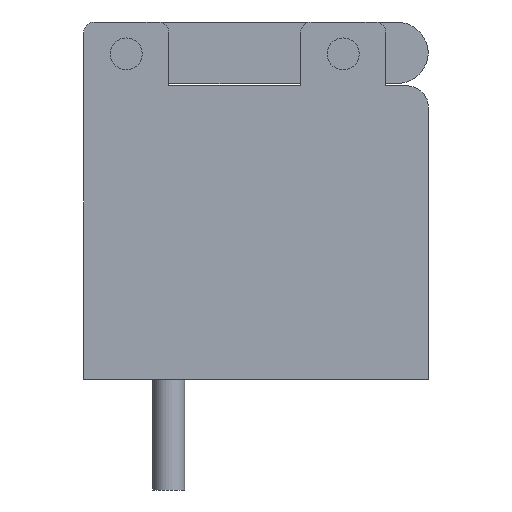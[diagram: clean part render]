
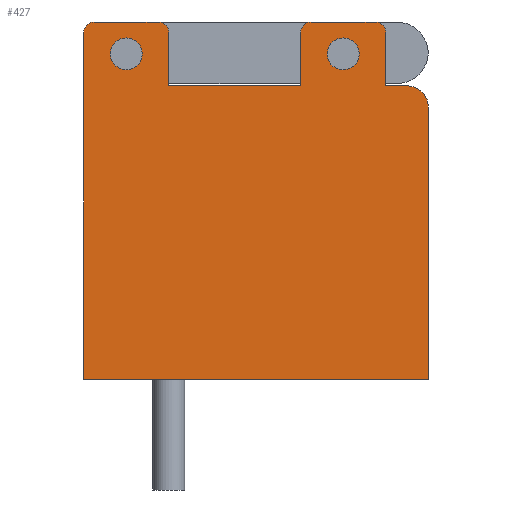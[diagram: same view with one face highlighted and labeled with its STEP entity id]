
A CAD part, left-side view. The second image highlights one B-rep face of the part: STEP entity #427.
In plain terms, the highlighted planar face has unit normal (-1, 0, 0).
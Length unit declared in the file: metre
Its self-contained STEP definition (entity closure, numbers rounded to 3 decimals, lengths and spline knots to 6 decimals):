
#427 = ADVANCED_FACE( '', ( #929, #930, #931 ), #932, .T. );
#929 = FACE_OUTER_BOUND( '', #1506, .T. );
#930 = FACE_BOUND( '', #1507, .T. );
#931 = FACE_BOUND( '', #1508, .T. );
#932 = PLANE( '', #1509 );
#1506 = EDGE_LOOP( '', ( #2664, #2665, #2666, #2667, #2668, #2669, #2670, #2671, #2672, #2673, #2674, #2675, #2676, #2677, #2678 ) );
#1507 = EDGE_LOOP( '', ( #2679 ) );
#1508 = EDGE_LOOP( '', ( #2680 ) );
#1509 = AXIS2_PLACEMENT_3D( '', #2681, #2682, #2683 );
#2664 = ORIENTED_EDGE( '', *, *, #3686, .T. );
#2665 = ORIENTED_EDGE( '', *, *, #3442, .T. );
#2666 = ORIENTED_EDGE( '', *, *, #3487, .F. );
#2667 = ORIENTED_EDGE( '', *, *, #3543, .F. );
#2668 = ORIENTED_EDGE( '', *, *, #3536, .T. );
#2669 = ORIENTED_EDGE( '', *, *, #3687, .T. );
#2670 = ORIENTED_EDGE( '', *, *, #3473, .F. );
#2671 = ORIENTED_EDGE( '', *, *, #3606, .T. );
#2672 = ORIENTED_EDGE( '', *, *, #3688, .T. );
#2673 = ORIENTED_EDGE( '', *, *, #3314, .T. );
#2674 = ORIENTED_EDGE( '', *, *, #3632, .F. );
#2675 = ORIENTED_EDGE( '', *, *, #3427, .T. );
#2676 = ORIENTED_EDGE( '', *, *, #3360, .F. );
#2677 = ORIENTED_EDGE( '', *, *, #3559, .T. );
#2678 = ORIENTED_EDGE( '', *, *, #3644, .T. );
#2679 = ORIENTED_EDGE( '', *, *, #3689, .F. );
#2680 = ORIENTED_EDGE( '', *, *, #3690, .F. );
#2681 = CARTESIAN_POINT( '', ( -0.00555, -0.0041, 0.0069 ) );
#2682 = DIRECTION( '', ( -1., 0., 0. ) );
#2683 = DIRECTION( '', ( 0., -1., 0. ) );
#3314 = EDGE_CURVE( '', #3976, #3974, #3977, .T. );
#3360 = EDGE_CURVE( '', #4058, #4060, #4061, .T. );
#3427 = EDGE_CURVE( '', #4173, #4060, #4174, .T. );
#3442 = EDGE_CURVE( '', #4197, #4195, #4198, .T. );
#3473 = EDGE_CURVE( '', #4241, #4242, #4243, .T. );
#3487 = EDGE_CURVE( '', #4261, #4195, #4262, .T. );
#3536 = EDGE_CURVE( '', #4335, #4333, #4336, .T. );
#3543 = EDGE_CURVE( '', #4335, #4261, #4345, .T. );
#3559 = EDGE_CURVE( '', #4058, #4364, #4366, .T. );
#3606 = EDGE_CURVE( '', #4241, #4432, #4434, .T. );
#3632 = EDGE_CURVE( '', #4173, #3974, #4468, .T. );
#3644 = EDGE_CURVE( '', #4364, #4480, #4482, .T. );
#3686 = EDGE_CURVE( '', #4480, #4197, #4539, .T. );
#3687 = EDGE_CURVE( '', #4333, #4242, #4540, .T. );
#3688 = EDGE_CURVE( '', #4432, #3976, #4541, .T. );
#3689 = EDGE_CURVE( '', #4542, #4542, #4543, .T. );
#3690 = EDGE_CURVE( '', #4544, #4544, #4545, .T. );
#3974 = VERTEX_POINT( '', #4907 );
#3976 = VERTEX_POINT( '', #4910 );
#3977 = LINE( '', #4911, #4912 );
#4058 = VERTEX_POINT( '', #5027 );
#4060 = VERTEX_POINT( '', #5030 );
#4061 = LINE( '', #5031, #5032 );
#4173 = VERTEX_POINT( '', #5200 );
#4174 = CIRCLE( '', #5201, 0.001 );
#4195 = VERTEX_POINT( '', #5231 );
#4197 = VERTEX_POINT( '', #5234 );
#4198 = CIRCLE( '', #5235, 0.0005 );
#4241 = VERTEX_POINT( '', #5300 );
#4242 = VERTEX_POINT( '', #5301 );
#4243 = LINE( '', #5302, #5303 );
#4261 = VERTEX_POINT( '', #5330 );
#4262 = LINE( '', #5331, #5332 );
#4333 = VERTEX_POINT( '', #5441 );
#4335 = VERTEX_POINT( '', #5444 );
#4336 = LINE( '', #5445, #5446 );
#4345 = LINE( '', #5459, #5460 );
#4364 = VERTEX_POINT( '', #5488 );
#4366 = LINE( '', #5491, #5492 );
#4432 = VERTEX_POINT( '', #5594 );
#4434 = CIRCLE( '', #5597, 0.0005 );
#4468 = LINE( '', #5653, #5654 );
#4480 = VERTEX_POINT( '', #5674 );
#4482 = CIRCLE( '', #5677, 0.0005 );
#4539 = LINE( '', #5759, #5760 );
#4540 = CIRCLE( '', #5761, 0.0005 );
#4541 = LINE( '', #5762, #5763 );
#4542 = VERTEX_POINT( '', #5764 );
#4543 = CIRCLE( '', #5765, 0.00075 );
#4544 = VERTEX_POINT( '', #5766 );
#4545 = CIRCLE( '', #5767, 0.00075 );
#4907 = CARTESIAN_POINT( '', ( -0.00555, -0.0122, 0. ) );
#4910 = CARTESIAN_POINT( '', ( -0.00555, 0.004, 0. ) );
#4911 = CARTESIAN_POINT( '', ( -0.00555, -0.0041, 0. ) );
#4912 = VECTOR( '', #6085, 1. );
#5027 = CARTESIAN_POINT( '', ( -0.00555, -0.0102, 0.0138 ) );
#5030 = CARTESIAN_POINT( '', ( -0.00555, -0.0112, 0.0138 ) );
#5031 = CARTESIAN_POINT( '', ( -0.00555, -0.0041, 0.0138 ) );
#5032 = VECTOR( '', #6141, 1. );
#5200 = CARTESIAN_POINT( '', ( -0.00555, -0.0122, 0.0128 ) );
#5201 = AXIS2_PLACEMENT_3D( '', #6197, #6198, #6199 );
#5231 = CARTESIAN_POINT( '', ( -0.00555, -0.0062, 0.0163 ) );
#5234 = CARTESIAN_POINT( '', ( -0.00555, -0.0067, 0.0168 ) );
#5235 = AXIS2_PLACEMENT_3D( '', #6213, #6214, #6215 );
#5300 = CARTESIAN_POINT( '', ( -0.00555, 0.0035, 0.0168 ) );
#5301 = CARTESIAN_POINT( '', ( -0.00555, 0.0005, 0.0168 ) );
#5302 = CARTESIAN_POINT( '', ( -0.00555, 0.00253, 0.0168 ) );
#5303 = VECTOR( '', #6249, 1. );
#5330 = CARTESIAN_POINT( '', ( -0.00555, -0.0062, 0.0138 ) );
#5331 = CARTESIAN_POINT( '', ( -0.00555, -0.0062, 0.015091 ) );
#5332 = VECTOR( '', #6259, 1. );
#5441 = CARTESIAN_POINT( '', ( -0.00555, 0., 0.0163 ) );
#5444 = CARTESIAN_POINT( '', ( -0.00555, 0., 0.0138 ) );
#5445 = CARTESIAN_POINT( '', ( -0.00555, 0., 0.015344 ) );
#5446 = VECTOR( '', #6301, 1. );
#5459 = CARTESIAN_POINT( '', ( -0.00555, -0.0041, 0.0138 ) );
#5460 = VECTOR( '', #6306, 1. );
#5488 = CARTESIAN_POINT( '', ( -0.00555, -0.0102, 0.0163 ) );
#5491 = CARTESIAN_POINT( '', ( -0.00555, -0.0102, 0.015509 ) );
#5492 = VECTOR( '', #6317, 1. );
#5594 = CARTESIAN_POINT( '', ( -0.00555, 0.004, 0.0163 ) );
#5597 = AXIS2_PLACEMENT_3D( '', #6362, #6363, #6364 );
#5653 = CARTESIAN_POINT( '', ( -0.00555, -0.0122, 0.0074 ) );
#5654 = VECTOR( '', #6383, 1. );
#5674 = CARTESIAN_POINT( '', ( -0.00555, -0.0097, 0.0168 ) );
#5677 = AXIS2_PLACEMENT_3D( '', #6393, #6394, #6395 );
#5759 = CARTESIAN_POINT( '', ( -0.00555, -0.009406, 0.0168 ) );
#5760 = VECTOR( '', #6435, 1. );
#5761 = AXIS2_PLACEMENT_3D( '', #6436, #6437, #6438 );
#5762 = CARTESIAN_POINT( '', ( -0.00555, 0.004, 0.0065 ) );
#5763 = VECTOR( '', #6439, 1. );
#5764 = CARTESIAN_POINT( '', ( -0.00555, 0.00125, 0.0153 ) );
#5765 = AXIS2_PLACEMENT_3D( '', #6440, #6441, #6442 );
#5766 = CARTESIAN_POINT( '', ( -0.00555, -0.00895, 0.0153 ) );
#5767 = AXIS2_PLACEMENT_3D( '', #6443, #6444, #6445 );
#6085 = DIRECTION( '', ( 0., -1., 0. ) );
#6141 = DIRECTION( '', ( 0., -1., 0. ) );
#6197 = CARTESIAN_POINT( '', ( -0.00555, -0.0112, 0.0128 ) );
#6198 = DIRECTION( '', ( -1., 0., 0. ) );
#6199 = DIRECTION( '', ( 0., -1., 0. ) );
#6213 = CARTESIAN_POINT( '', ( -0.00555, -0.0067, 0.0163 ) );
#6214 = DIRECTION( '', ( -1., 0., 0. ) );
#6215 = DIRECTION( '', ( 0., -1., 0. ) );
#6249 = DIRECTION( '', ( 0., -1., 0. ) );
#6259 = DIRECTION( '', ( 0., 0., 1. ) );
#6301 = DIRECTION( '', ( 0., 0., 1. ) );
#6306 = DIRECTION( '', ( 0., -1., 0. ) );
#6317 = DIRECTION( '', ( 0., 0., 1. ) );
#6362 = CARTESIAN_POINT( '', ( -0.00555, 0.0035, 0.0163 ) );
#6363 = DIRECTION( '', ( -1., 0., 0. ) );
#6364 = DIRECTION( '', ( 0., -1., 0. ) );
#6383 = DIRECTION( '', ( 0., 0., -1. ) );
#6393 = CARTESIAN_POINT( '', ( -0.00555, -0.0097, 0.0163 ) );
#6394 = DIRECTION( '', ( -1., 0., 0. ) );
#6395 = DIRECTION( '', ( 0., -1., 0. ) );
#6435 = DIRECTION( '', ( 0., 1., 0. ) );
#6436 = CARTESIAN_POINT( '', ( -0.00555, 0.0005, 0.0163 ) );
#6437 = DIRECTION( '', ( -1., 0., 0. ) );
#6438 = DIRECTION( '', ( 0., -1., 0. ) );
#6439 = DIRECTION( '', ( 0., 0., -1. ) );
#6440 = CARTESIAN_POINT( '', ( -0.00555, 0.002, 0.0153 ) );
#6441 = DIRECTION( '', ( -1., 0., 0. ) );
#6442 = DIRECTION( '', ( 0., -1., 0. ) );
#6443 = CARTESIAN_POINT( '', ( -0.00555, -0.0082, 0.0153 ) );
#6444 = DIRECTION( '', ( -1., 0., 0. ) );
#6445 = DIRECTION( '', ( 0., -1., 0. ) );
